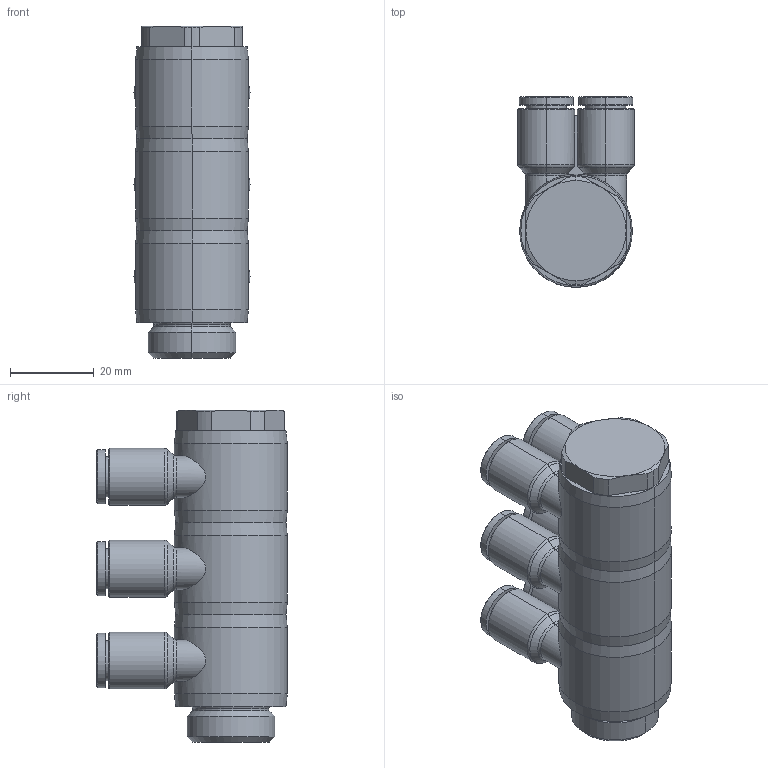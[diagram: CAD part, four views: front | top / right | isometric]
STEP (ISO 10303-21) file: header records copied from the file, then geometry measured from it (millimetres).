
FILE_DESCRIPTION((''),'2;1');
FILE_NAME('GPA_08G04(3)(3D).stp','2012-12-20T11:20:19',(''),(''),'Mechanical Desktop.R8.0.24.0','Mechanical Desktop.R8.0.24.0',', , ');
FILE_SCHEMA(('CONFIG_CONTROL_DESIGN'));
Length unit declared in the file: millimetre
Products named in the file (2): GPA_08G04(3)(3D); 睡ヶ1
Assembly tree (1 placements, depth 2):
  GPA_08G04(3)(3D)
    睡ヶ1
Bounding box: 27.8 x 45.6 x 79.5 mm (x, y, z)
Volume: 43165 mm3; surface area: 28692.3 mm2
Topology: 1 solids, 1 shells, 2493 faces, 6972 edges, 4598 vertices
Faces by surface type: plane 2043, bspline 174, cylinder 148, cone 110, torus 18
Entity records: 81970 total; most frequent: CARTESIAN_POINT 17876, ORIENTED_EDGE 13940, DIRECTION 12285, EDGE_CURVE 6970, VECTOR 6135, LINE 6135, VERTEX_POINT 4598, AXIS2_PLACEMENT_3D 3075
